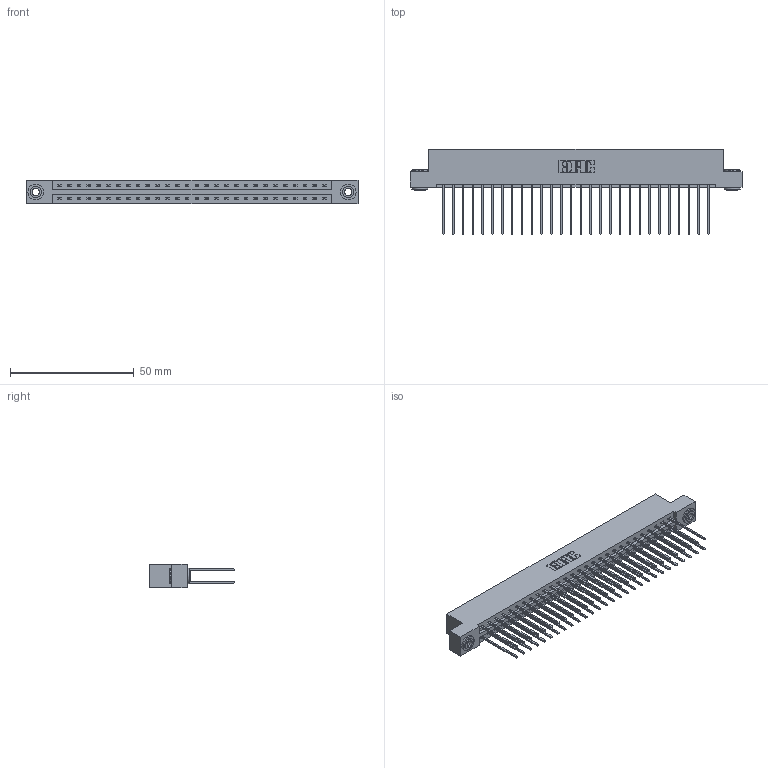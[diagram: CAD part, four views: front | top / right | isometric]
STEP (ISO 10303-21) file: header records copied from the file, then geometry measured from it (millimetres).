
FILE_DESCRIPTION (( 'STEP AP203' ), '1' );
FILE_NAME ('337-056-541-203.STEP', '2019-10-09T19:01:19', ( '' ), ( '' ), 'SwSTEP 2.0', 'SolidWorks 2016', '' );
FILE_SCHEMA (( 'CONFIG_CONTROL_DESIGN' ));
Length unit declared in the file: inch
Products named in the file (4): 345-292-001_345-293-141; 337 Part_Flush Mounting Lugs - 0.156 Dia-TH; 345-250-002_345-250-002-102; 337-056-541-203
Assembly tree (59 placements, depth 2):
  337-056-541-203
    337 Part_Flush Mounting Lugs - 0.156 Dia-TH
    345-292-001_345-293-141  x56
    345-250-002_345-250-002-102  x2
Bounding box: 133.96 x 34.3 x 9.4 mm (x, y, z)
Volume: 14272 mm3; surface area: 17835.7 mm2
Topology: 59 solids, 59 shells, 3176 faces, 9403 edges, 6190 vertices
Faces by surface type: plane 2208, cylinder 960, cone 8
Entity records: 24188 total; most frequent: CARTESIAN_POINT 4061, ORIENTED_EDGE 3990, DIRECTION 3513, EDGE_CURVE 1995, LINE 1843, VECTOR 1843, VERTEX_POINT 1326, AXIS2_PLACEMENT_3D 835
